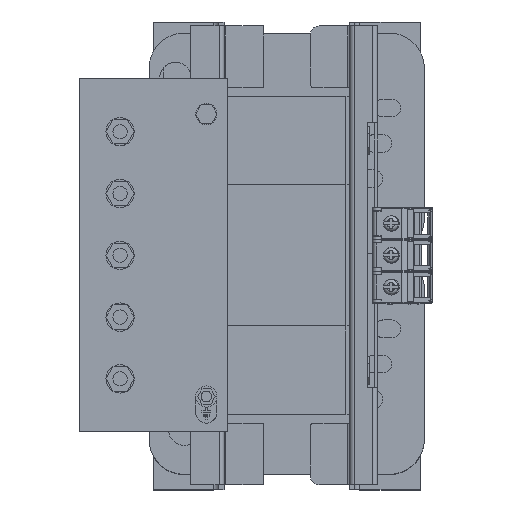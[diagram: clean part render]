
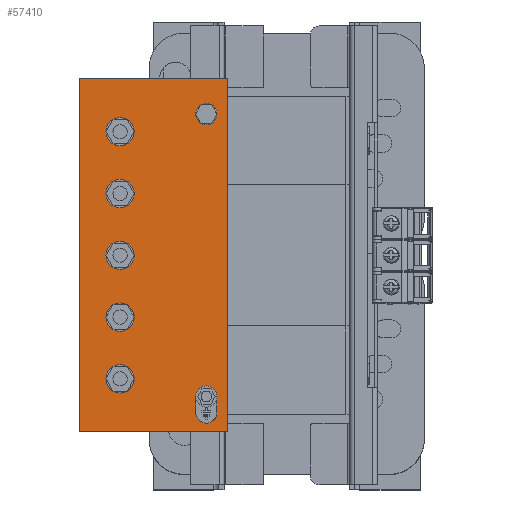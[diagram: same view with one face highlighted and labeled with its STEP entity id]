
A CAD part, top view. The second image highlights one B-rep face of the part: STEP entity #57410.
In plain terms, the highlighted planar face has unit normal (0, 0, -1).
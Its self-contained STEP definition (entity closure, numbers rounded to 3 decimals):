
#56884=DIRECTION('',(-1.,0.,0.));
#56885=VECTOR('',#56884,83.9);
#56886=CARTESIAN_POINT('',(-33.5,-163.5,117.));
#56887=LINE('',#56886,#56885);
#56905=DIRECTION('',(0.,-1.,0.));
#56906=VECTOR('',#56905,200.);
#56907=CARTESIAN_POINT('',(-33.5,36.5,117.));
#56908=LINE('',#56907,#56906);
#56933=DIRECTION('',(1.,0.,0.));
#56934=VECTOR('',#56933,83.9);
#56935=CARTESIAN_POINT('',(-117.4,36.5,117.));
#56936=LINE('',#56935,#56934);
#56954=DIRECTION('',(0.,1.,0.));
#56955=VECTOR('',#56954,200.);
#56956=CARTESIAN_POINT('',(-117.4,-163.5,117.));
#56957=LINE('',#56956,#56955);
#56961=CARTESIAN_POINT('',(-94.4,-133.5,117.));
#56962=DIRECTION('',(0.,0.,1.));
#56963=DIRECTION('',(0.,-1.,0.));
#56964=AXIS2_PLACEMENT_3D('',#56961,#56962,#56963);
#56969=CARTESIAN_POINT('',(-94.4,-133.5,117.));
#56970=DIRECTION('',(0.,0.,1.));
#56971=DIRECTION('',(0.,1.,0.));
#56972=AXIS2_PLACEMENT_3D('',#56969,#56970,#56971);
#56977=CARTESIAN_POINT('',(-94.4,-63.5,117.));
#56978=DIRECTION('',(0.,0.,1.));
#56979=DIRECTION('',(0.,-1.,0.));
#56980=AXIS2_PLACEMENT_3D('',#56977,#56978,#56979);
#56985=CARTESIAN_POINT('',(-94.4,-63.5,117.));
#56986=DIRECTION('',(0.,0.,1.));
#56987=DIRECTION('',(0.,1.,0.));
#56988=AXIS2_PLACEMENT_3D('',#56985,#56986,#56987);
#56993=CARTESIAN_POINT('',(-45.5,-143.5,117.));
#56994=DIRECTION('',(0.,0.,1.));
#56995=DIRECTION('',(0.,-1.,0.));
#56996=AXIS2_PLACEMENT_3D('',#56993,#56994,#56995);
#57001=CARTESIAN_POINT('',(-45.5,-143.5,117.));
#57002=DIRECTION('',(0.,0.,1.));
#57003=DIRECTION('',(0.,1.,0.));
#57004=AXIS2_PLACEMENT_3D('',#57001,#57002,#57003);
#57009=CARTESIAN_POINT('',(-94.4,-28.5,117.));
#57010=DIRECTION('',(0.,0.,1.));
#57011=DIRECTION('',(0.,-1.,0.));
#57012=AXIS2_PLACEMENT_3D('',#57009,#57010,#57011);
#57017=CARTESIAN_POINT('',(-94.4,-28.5,117.));
#57018=DIRECTION('',(0.,0.,1.));
#57019=DIRECTION('',(0.,1.,0.));
#57020=AXIS2_PLACEMENT_3D('',#57017,#57018,#57019);
#57025=CARTESIAN_POINT('',(-94.4,6.5,117.));
#57026=DIRECTION('',(0.,0.,1.));
#57027=DIRECTION('',(0.,-1.,0.));
#57028=AXIS2_PLACEMENT_3D('',#57025,#57026,#57027);
#57033=CARTESIAN_POINT('',(-94.4,6.5,117.));
#57034=DIRECTION('',(0.,0.,1.));
#57035=DIRECTION('',(0.,1.,0.));
#57036=AXIS2_PLACEMENT_3D('',#57033,#57034,#57035);
#57041=CARTESIAN_POINT('',(-45.5,16.5,117.));
#57042=DIRECTION('',(0.,0.,1.));
#57043=DIRECTION('',(0.,-1.,0.));
#57044=AXIS2_PLACEMENT_3D('',#57041,#57042,#57043);
#57049=CARTESIAN_POINT('',(-45.5,16.5,117.));
#57050=DIRECTION('',(0.,0.,1.));
#57051=DIRECTION('',(0.,1.,0.));
#57052=AXIS2_PLACEMENT_3D('',#57049,#57050,#57051);
#57057=CARTESIAN_POINT('',(-94.4,-98.5,117.));
#57058=DIRECTION('',(0.,0.,1.));
#57059=DIRECTION('',(0.,-1.,0.));
#57060=AXIS2_PLACEMENT_3D('',#57057,#57058,#57059);
#57065=CARTESIAN_POINT('',(-94.4,-98.5,117.));
#57066=DIRECTION('',(0.,0.,1.));
#57067=DIRECTION('',(0.,1.,0.));
#57068=AXIS2_PLACEMENT_3D('',#57065,#57066,#57067);
#57207=CARTESIAN_POINT('',(-94.4,-103.,117.));
#57208=VERTEX_POINT('',#57207);
#57209=CARTESIAN_POINT('',(-94.4,-94.,117.));
#57210=VERTEX_POINT('',#57209);
#57211=CARTESIAN_POINT('',(-33.5,-163.5,117.));
#57212=CARTESIAN_POINT('',(-117.4,-163.5,117.));
#57213=VERTEX_POINT('',#57211);
#57214=VERTEX_POINT('',#57212);
#57215=CARTESIAN_POINT('',(-117.4,36.5,117.));
#57216=VERTEX_POINT('',#57215);
#57217=CARTESIAN_POINT('',(-33.5,36.5,117.));
#57218=VERTEX_POINT('',#57217);
#57219=CARTESIAN_POINT('',(-94.4,-138.,117.));
#57220=CARTESIAN_POINT('',(-94.4,-129.,117.));
#57221=VERTEX_POINT('',#57219);
#57222=VERTEX_POINT('',#57220);
#57223=CARTESIAN_POINT('',(-94.4,-68.,117.));
#57224=CARTESIAN_POINT('',(-94.4,-59.,117.));
#57225=VERTEX_POINT('',#57223);
#57226=VERTEX_POINT('',#57224);
#57227=CARTESIAN_POINT('',(-45.5,-147.,117.));
#57228=CARTESIAN_POINT('',(-45.5,-140.,117.));
#57229=VERTEX_POINT('',#57227);
#57230=VERTEX_POINT('',#57228);
#57231=CARTESIAN_POINT('',(-94.4,-33.,117.));
#57232=CARTESIAN_POINT('',(-94.4,-24.,117.));
#57233=VERTEX_POINT('',#57231);
#57234=VERTEX_POINT('',#57232);
#57235=CARTESIAN_POINT('',(-94.4,2.,117.));
#57236=CARTESIAN_POINT('',(-94.4,11.,117.));
#57237=VERTEX_POINT('',#57235);
#57238=VERTEX_POINT('',#57236);
#57239=CARTESIAN_POINT('',(-45.5,13.,117.));
#57240=CARTESIAN_POINT('',(-45.5,20.,117.));
#57241=VERTEX_POINT('',#57239);
#57242=VERTEX_POINT('',#57240);
#57357=CARTESIAN_POINT('',(-75.45,-63.5,117.));
#57358=DIRECTION('',(0.,0.,1.));
#57359=DIRECTION('',(0.,1.,0.));
#57360=AXIS2_PLACEMENT_3D('',#57357,#57358,#57359);
#57361=PLANE('',#57360);
#57362=ORIENTED_EDGE('',*,*,#57309,.F.);
#57363=ORIENTED_EDGE('',*,*,#57324,.F.);
#57364=ORIENTED_EDGE('',*,*,#57338,.F.);
#57365=ORIENTED_EDGE('',*,*,#57351,.F.);
#57366=EDGE_LOOP('',(#57362,#57363,#57364,#57365));
#57367=FACE_OUTER_BOUND('',#57366,.F.);
#57369=ORIENTED_EDGE('',*,*,#57368,.F.);
#57371=ORIENTED_EDGE('',*,*,#57370,.F.);
#57372=EDGE_LOOP('',(#57369,#57371));
#57373=FACE_BOUND('',#57372,.F.);
#57375=ORIENTED_EDGE('',*,*,#57374,.F.);
#57377=ORIENTED_EDGE('',*,*,#57376,.F.);
#57378=EDGE_LOOP('',(#57375,#57377));
#57379=FACE_BOUND('',#57378,.F.);
#57381=ORIENTED_EDGE('',*,*,#57380,.F.);
#57383=ORIENTED_EDGE('',*,*,#57382,.F.);
#57384=EDGE_LOOP('',(#57381,#57383));
#57385=FACE_BOUND('',#57384,.F.);
#57387=ORIENTED_EDGE('',*,*,#57386,.F.);
#57389=ORIENTED_EDGE('',*,*,#57388,.F.);
#57390=EDGE_LOOP('',(#57387,#57389));
#57391=FACE_BOUND('',#57390,.F.);
#57393=ORIENTED_EDGE('',*,*,#57392,.F.);
#57395=ORIENTED_EDGE('',*,*,#57394,.F.);
#57396=EDGE_LOOP('',(#57393,#57395));
#57397=FACE_BOUND('',#57396,.F.);
#57399=ORIENTED_EDGE('',*,*,#57398,.F.);
#57401=ORIENTED_EDGE('',*,*,#57400,.F.);
#57402=EDGE_LOOP('',(#57399,#57401));
#57403=FACE_BOUND('',#57402,.F.);
#57405=ORIENTED_EDGE('',*,*,#57404,.F.);
#57407=ORIENTED_EDGE('',*,*,#57406,.F.);
#57408=EDGE_LOOP('',(#57405,#57407));
#57409=FACE_BOUND('',#57408,.F.);
#57410=ADVANCED_FACE('',(#57367,#57373,#57379,#57385,#57391,#57397,#57403,
#57409),#57361,.F.);
#56965=CIRCLE('',#56964,4.5);
#56973=CIRCLE('',#56972,4.5);
#56981=CIRCLE('',#56980,4.5);
#56989=CIRCLE('',#56988,4.5);
#56997=CIRCLE('',#56996,3.5);
#57005=CIRCLE('',#57004,3.5);
#57013=CIRCLE('',#57012,4.5);
#57021=CIRCLE('',#57020,4.5);
#57029=CIRCLE('',#57028,4.5);
#57037=CIRCLE('',#57036,4.5);
#57045=CIRCLE('',#57044,3.5);
#57053=CIRCLE('',#57052,3.5);
#57061=CIRCLE('',#57060,4.5);
#57069=CIRCLE('',#57068,4.5);
#57309=EDGE_CURVE('',#57213,#57214,#56887,.T.);
#57324=EDGE_CURVE('',#57218,#57213,#56908,.T.);
#57338=EDGE_CURVE('',#57216,#57218,#56936,.T.);
#57351=EDGE_CURVE('',#57214,#57216,#56957,.T.);
#57368=EDGE_CURVE('',#57221,#57222,#56965,.T.);
#57370=EDGE_CURVE('',#57222,#57221,#56973,.T.);
#57374=EDGE_CURVE('',#57225,#57226,#56981,.T.);
#57376=EDGE_CURVE('',#57226,#57225,#56989,.T.);
#57380=EDGE_CURVE('',#57229,#57230,#56997,.T.);
#57382=EDGE_CURVE('',#57230,#57229,#57005,.T.);
#57386=EDGE_CURVE('',#57233,#57234,#57013,.T.);
#57388=EDGE_CURVE('',#57234,#57233,#57021,.T.);
#57392=EDGE_CURVE('',#57237,#57238,#57029,.T.);
#57394=EDGE_CURVE('',#57238,#57237,#57037,.T.);
#57398=EDGE_CURVE('',#57241,#57242,#57045,.T.);
#57400=EDGE_CURVE('',#57242,#57241,#57053,.T.);
#57404=EDGE_CURVE('',#57208,#57210,#57061,.T.);
#57406=EDGE_CURVE('',#57210,#57208,#57069,.T.);
